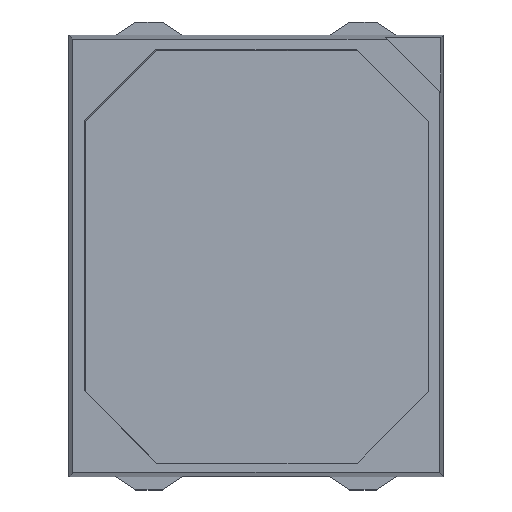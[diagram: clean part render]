
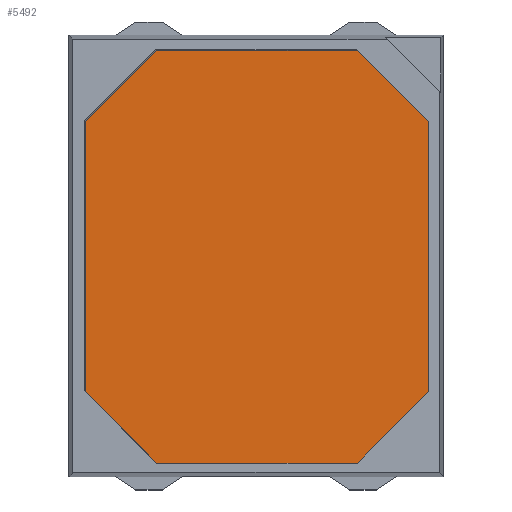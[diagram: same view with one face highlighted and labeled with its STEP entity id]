
A CAD part, top view. The second image highlights one B-rep face of the part: STEP entity #5492.
In plain terms, the highlighted face is planar.
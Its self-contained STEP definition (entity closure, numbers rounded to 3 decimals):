
#5492 = ADVANCED_FACE('',(#5493),#5559,.F.);
#5493 = FACE_BOUND('',#5494,.T.);
#5494 = EDGE_LOOP('',(#5495,#5505,#5513,#5521,#5529,#5537,#5545,#5553));
#5495 = ORIENTED_EDGE('',*,*,#5496,.F.);
#5496 = EDGE_CURVE('',#5497,#5499,#5501,.T.);
#5497 = VERTEX_POINT('',#5498);
#5498 = CARTESIAN_POINT('',(1.543,0.45,0.75));
#5499 = VERTEX_POINT('',#5500);
#5500 = CARTESIAN_POINT('',(1.01,0.45,1.283));
#5501 = LINE('',#5502,#5503);
#5502 = CARTESIAN_POINT('',(1.146,0.45,1.146));
#5503 = VECTOR('',#5504,1.);
#5504 = DIRECTION('',(-0.707,0.,0.707));
#5505 = ORIENTED_EDGE('',*,*,#5506,.F.);
#5506 = EDGE_CURVE('',#5507,#5497,#5509,.T.);
#5507 = VERTEX_POINT('',#5508);
#5508 = CARTESIAN_POINT('',(1.543,0.45,-0.75));
#5509 = LINE('',#5510,#5511);
#5510 = CARTESIAN_POINT('',(1.543,0.45,0.));
#5511 = VECTOR('',#5512,1.);
#5512 = DIRECTION('',(0.,0.,1.));
#5513 = ORIENTED_EDGE('',*,*,#5514,.F.);
#5514 = EDGE_CURVE('',#5515,#5507,#5517,.T.);
#5515 = VERTEX_POINT('',#5516);
#5516 = CARTESIAN_POINT('',(1.01,0.45,-1.283));
#5517 = LINE('',#5518,#5519);
#5518 = CARTESIAN_POINT('',(1.146,0.45,-1.146));
#5519 = VECTOR('',#5520,1.);
#5520 = DIRECTION('',(0.707,0.,0.707));
#5521 = ORIENTED_EDGE('',*,*,#5522,.F.);
#5522 = EDGE_CURVE('',#5523,#5515,#5525,.T.);
#5523 = VERTEX_POINT('',#5524);
#5524 = CARTESIAN_POINT('',(-1.01,0.45,-1.283));
#5525 = LINE('',#5526,#5527);
#5526 = CARTESIAN_POINT('',(0.,0.45,-1.283));
#5527 = VECTOR('',#5528,1.);
#5528 = DIRECTION('',(1.,0.,0.));
#5529 = ORIENTED_EDGE('',*,*,#5530,.F.);
#5530 = EDGE_CURVE('',#5531,#5523,#5533,.T.);
#5531 = VERTEX_POINT('',#5532);
#5532 = CARTESIAN_POINT('',(-1.543,0.45,-0.75));
#5533 = LINE('',#5534,#5535);
#5534 = CARTESIAN_POINT('',(-1.146,0.45,-1.146));
#5535 = VECTOR('',#5536,1.);
#5536 = DIRECTION('',(0.707,0.,-0.707));
#5537 = ORIENTED_EDGE('',*,*,#5538,.F.);
#5538 = EDGE_CURVE('',#5539,#5531,#5541,.T.);
#5539 = VERTEX_POINT('',#5540);
#5540 = CARTESIAN_POINT('',(-1.543,0.45,0.75));
#5541 = LINE('',#5542,#5543);
#5542 = CARTESIAN_POINT('',(-1.543,0.45,0.));
#5543 = VECTOR('',#5544,1.);
#5544 = DIRECTION('',(0.,0.,-1.));
#5545 = ORIENTED_EDGE('',*,*,#5546,.F.);
#5546 = EDGE_CURVE('',#5547,#5539,#5549,.T.);
#5547 = VERTEX_POINT('',#5548);
#5548 = CARTESIAN_POINT('',(-1.01,0.45,1.283));
#5549 = LINE('',#5550,#5551);
#5550 = CARTESIAN_POINT('',(-1.146,0.45,1.146));
#5551 = VECTOR('',#5552,1.);
#5552 = DIRECTION('',(-0.707,0.,-0.707));
#5553 = ORIENTED_EDGE('',*,*,#5554,.F.);
#5554 = EDGE_CURVE('',#5499,#5547,#5555,.T.);
#5555 = LINE('',#5556,#5557);
#5556 = CARTESIAN_POINT('',(0.,0.45,1.283));
#5557 = VECTOR('',#5558,1.);
#5558 = DIRECTION('',(-1.,0.,0.));
#5559 = PLANE('',#5560);
#5560 = AXIS2_PLACEMENT_3D('',#5561,#5562,#5563);
#5561 = CARTESIAN_POINT('',(0.,0.45,0.));
#5562 = DIRECTION('',(0.,-1.,0.));
#5563 = DIRECTION('',(0.,0.,-1.));
